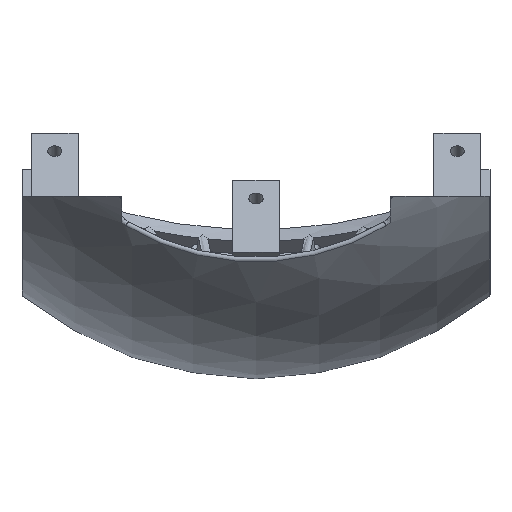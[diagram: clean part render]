
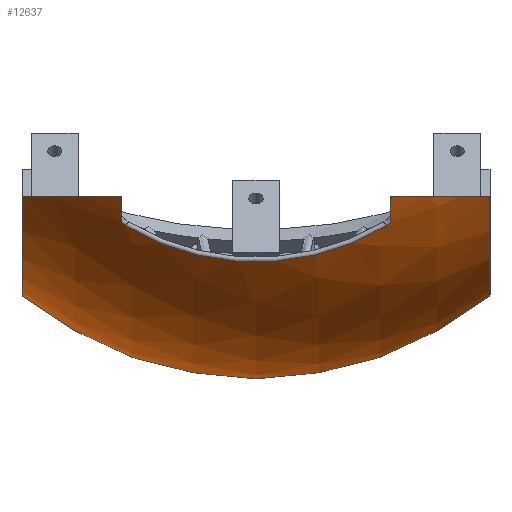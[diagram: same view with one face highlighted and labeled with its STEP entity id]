
A CAD part, front view. The second image highlights one B-rep face of the part: STEP entity #12637.
In plain terms, the highlighted spherical face has radius 79 mm.
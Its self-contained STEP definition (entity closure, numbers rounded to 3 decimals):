
#54=SPHERICAL_SURFACE('',#13530,79.);
#201=ELLIPSE('',#13535,6.263,4.696);
#202=ELLIPSE('',#13537,6.263,4.696);
#273=B_SPLINE_CURVE_WITH_KNOTS('',3,(#20833,#20834,#20835,#20836,#20837,
#20838,#20839,#20840,#20841,#20842,#20843,#20844,#20845,#20846),
 .UNSPECIFIED.,.F.,.F.,(4,2,2,2,2,2,4),(-0.214,-0.197,
-0.179,-0.147,-0.102,-0.039,
0.),.UNSPECIFIED.);
#274=B_SPLINE_CURVE_WITH_KNOTS('',3,(#20858,#20859,#20860,#20861,#20862,
#20863,#20864,#20865,#20866,#20867,#20868,#20869,#20870,#20871),
 .UNSPECIFIED.,.F.,.F.,(4,2,2,2,2,2,4),(-0.214,-0.197,
-0.179,-0.147,-0.102,-0.039,
0.),.UNSPECIFIED.);
#1970=FACE_OUTER_BOUND('',#2779,.T.);
#2779=EDGE_LOOP('',(#8352,#8353,#8354,#8355,#8356,#8357,#8358,#8359,#8360,
#8361,#8362,#8363));
#3629=CIRCLE('',#13531,79.);
#3630=CIRCLE('',#13532,61.314);
#3631=CIRCLE('',#13533,68.124);
#3632=CIRCLE('',#13534,73.602);
#3633=CIRCLE('',#13536,54.01);
#3634=CIRCLE('',#13538,73.602);
#3635=CIRCLE('',#13539,68.124);
#3636=CIRCLE('',#13540,61.314);
#4951=VERTEX_POINT('',#20825);
#4952=VERTEX_POINT('',#20826);
#4953=VERTEX_POINT('',#20828);
#4954=VERTEX_POINT('',#20830);
#4955=VERTEX_POINT('',#20832);
#4956=VERTEX_POINT('',#20847);
#4957=VERTEX_POINT('',#20849);
#4958=VERTEX_POINT('',#20851);
#4959=VERTEX_POINT('',#20853);
#4960=VERTEX_POINT('',#20855);
#4961=VERTEX_POINT('',#20857);
#4962=VERTEX_POINT('',#20872);
#6244=EDGE_CURVE('',#4951,#4952,#3629,.T.);
#6245=EDGE_CURVE('',#4951,#4953,#3630,.T.);
#6246=EDGE_CURVE('',#4953,#4954,#3631,.T.);
#6247=EDGE_CURVE('',#4954,#4955,#273,.T.);
#6248=EDGE_CURVE('',#4955,#4956,#3632,.T.);
#6249=EDGE_CURVE('',#4956,#4957,#201,.T.);
#6250=EDGE_CURVE('',#4957,#4958,#3633,.T.);
#6251=EDGE_CURVE('',#4959,#4958,#202,.T.);
#6252=EDGE_CURVE('',#4960,#4959,#3634,.T.);
#6253=EDGE_CURVE('',#4961,#4960,#274,.T.);
#6254=EDGE_CURVE('',#4962,#4961,#3635,.T.);
#6255=EDGE_CURVE('',#4952,#4962,#3636,.T.);
#8352=ORIENTED_EDGE('',*,*,#6244,.F.);
#8353=ORIENTED_EDGE('',*,*,#6245,.T.);
#8354=ORIENTED_EDGE('',*,*,#6246,.T.);
#8355=ORIENTED_EDGE('',*,*,#6247,.T.);
#8356=ORIENTED_EDGE('',*,*,#6248,.T.);
#8357=ORIENTED_EDGE('',*,*,#6249,.T.);
#8358=ORIENTED_EDGE('',*,*,#6250,.T.);
#8359=ORIENTED_EDGE('',*,*,#6251,.F.);
#8360=ORIENTED_EDGE('',*,*,#6252,.F.);
#8361=ORIENTED_EDGE('',*,*,#6253,.F.);
#8362=ORIENTED_EDGE('',*,*,#6254,.F.);
#8363=ORIENTED_EDGE('',*,*,#6255,.F.);
#12637=ADVANCED_FACE('',(#1970),#54,.T.);
#13530=AXIS2_PLACEMENT_3D('',#20824,#15862,#15863);
#13531=AXIS2_PLACEMENT_3D('',#20827,#15864,#15865);
#13532=AXIS2_PLACEMENT_3D('',#20829,#15866,#15867);
#13533=AXIS2_PLACEMENT_3D('',#20831,#15868,#15869);
#13534=AXIS2_PLACEMENT_3D('',#20848,#15870,#15871);
#13535=AXIS2_PLACEMENT_3D('',#20850,#15872,#15873);
#13536=AXIS2_PLACEMENT_3D('',#20852,#15874,#15875);
#13537=AXIS2_PLACEMENT_3D('',#20854,#15876,#15877);
#13538=AXIS2_PLACEMENT_3D('',#20856,#15878,#15879);
#13539=AXIS2_PLACEMENT_3D('',#20873,#15880,#15881);
#13540=AXIS2_PLACEMENT_3D('',#20874,#15882,#15883);
#15862=DIRECTION('center_axis',(1.,0.,0.));
#15863=DIRECTION('ref_axis',(0.,-0.94,-0.342));
#15864=DIRECTION('center_axis',(0.,0.643,0.766));
#15865=DIRECTION('ref_axis',(0.,0.766,-0.643));
#15866=DIRECTION('center_axis',(-1.,0.,0.));
#15867=DIRECTION('ref_axis',(0.,0.,1.));
#15868=DIRECTION('center_axis',(0.,0.,-1.));
#15869=DIRECTION('ref_axis',(0.,-1.,0.));
#15870=DIRECTION('center_axis',(1.,0.,0.));
#15871=DIRECTION('ref_axis',(0.,0.,-1.));
#15872=DIRECTION('center_axis',(-0.335,0.76,0.557));
#15873=DIRECTION('ref_axis',(-0.391,-0.65,0.652));
#15874=DIRECTION('center_axis',(0.,1.,0.));
#15875=DIRECTION('ref_axis',(0.,0.,-1.));
#15876=DIRECTION('center_axis',(-0.335,-0.76,-0.557));
#15877=DIRECTION('ref_axis',(-0.391,0.65,-0.652));
#15878=DIRECTION('center_axis',(1.,0.,0.));
#15879=DIRECTION('ref_axis',(0.,0.,-1.));
#15880=DIRECTION('center_axis',(0.,0.,1.));
#15881=DIRECTION('ref_axis',(0.,-1.,0.));
#15882=DIRECTION('center_axis',(-1.,0.,0.));
#15883=DIRECTION('ref_axis',(0.,0.,1.));
#20824=CARTESIAN_POINT('Origin',(0.,0.,
0.));
#20825=CARTESIAN_POINT('',(49.815,46.841,-39.565));
#20826=CARTESIAN_POINT('',(-49.815,46.841,-39.565));
#20827=CARTESIAN_POINT('Origin',(0.,-0.129,
-0.153));
#20828=CARTESIAN_POINT('',(49.815,-46.469,-40.001));
#20829=CARTESIAN_POINT('Origin',(49.815,0.,0.));
#20830=CARTESIAN_POINT('',(29.442,-61.433,-40.001));
#20831=CARTESIAN_POINT('Origin',(0.,0.,
-40.001));
#20832=CARTESIAN_POINT('',(28.701,-60.963,-41.24));
#20833=CARTESIAN_POINT('Ctrl Pts',(29.442,-61.433,-40.001));
#20834=CARTESIAN_POINT('Ctrl Pts',(29.409,-61.449,-40.001));
#20835=CARTESIAN_POINT('Ctrl Pts',(29.375,-61.463,-40.005));
#20836=CARTESIAN_POINT('Ctrl Pts',(29.306,-61.485,-40.022));
#20837=CARTESIAN_POINT('Ctrl Pts',(29.27,-61.493,-40.036));
#20838=CARTESIAN_POINT('Ctrl Pts',(29.176,-61.507,-40.083));
#20839=CARTESIAN_POINT('Ctrl Pts',(29.122,-61.506,-40.124));
#20840=CARTESIAN_POINT('Ctrl Pts',(29.005,-61.486,-40.239));
#20841=CARTESIAN_POINT('Ctrl Pts',(28.942,-61.46,-40.325));
#20842=CARTESIAN_POINT('Ctrl Pts',(28.814,-61.361,-40.566));
#20843=CARTESIAN_POINT('Ctrl Pts',(28.759,-61.277,-40.732));
#20844=CARTESIAN_POINT('Ctrl Pts',(28.71,-61.107,-41.021));
#20845=CARTESIAN_POINT('Ctrl Pts',(28.701,-61.036,-41.132));
#20846=CARTESIAN_POINT('Ctrl Pts',(28.701,-60.963,-41.24));
#20847=CARTESIAN_POINT('',(28.701,-57.769,-45.607));
#20848=CARTESIAN_POINT('Origin',(28.701,0.,
0.));
#20849=CARTESIAN_POINT('',(27.817,-57.653,-46.296));
#20850=CARTESIAN_POINT('Origin',(25.367,-61.723,-42.215));
#20851=CARTESIAN_POINT('',(-27.817,-57.653,-46.296));
#20852=CARTESIAN_POINT('Origin',(0.,-57.653,
0.));
#20853=CARTESIAN_POINT('',(-28.701,-57.769,-45.607));
#20854=CARTESIAN_POINT('Origin',(-25.367,-61.723,-42.215));
#20855=CARTESIAN_POINT('',(-28.701,-60.963,-41.24));
#20856=CARTESIAN_POINT('Origin',(-28.701,0.,
0.));
#20857=CARTESIAN_POINT('',(-29.442,-61.433,-40.001));
#20858=CARTESIAN_POINT('Ctrl Pts',(-29.442,-61.433,
-40.001));
#20859=CARTESIAN_POINT('Ctrl Pts',(-29.409,-61.449,
-40.001));
#20860=CARTESIAN_POINT('Ctrl Pts',(-29.375,-61.463,-40.005));
#20861=CARTESIAN_POINT('Ctrl Pts',(-29.306,-61.485,
-40.022));
#20862=CARTESIAN_POINT('Ctrl Pts',(-29.27,-61.493,
-40.036));
#20863=CARTESIAN_POINT('Ctrl Pts',(-29.176,-61.507,
-40.083));
#20864=CARTESIAN_POINT('Ctrl Pts',(-29.122,-61.506,
-40.124));
#20865=CARTESIAN_POINT('Ctrl Pts',(-29.005,-61.486,
-40.239));
#20866=CARTESIAN_POINT('Ctrl Pts',(-28.942,-61.46,
-40.325));
#20867=CARTESIAN_POINT('Ctrl Pts',(-28.814,-61.361,
-40.566));
#20868=CARTESIAN_POINT('Ctrl Pts',(-28.759,-61.277,
-40.732));
#20869=CARTESIAN_POINT('Ctrl Pts',(-28.71,-61.107,-41.021));
#20870=CARTESIAN_POINT('Ctrl Pts',(-28.701,-61.036,-41.132));
#20871=CARTESIAN_POINT('Ctrl Pts',(-28.701,-60.963,
-41.24));
#20872=CARTESIAN_POINT('',(-49.815,-46.469,-40.001));
#20873=CARTESIAN_POINT('Origin',(0.,0.,
-40.001));
#20874=CARTESIAN_POINT('Origin',(-49.815,0.,0.));
